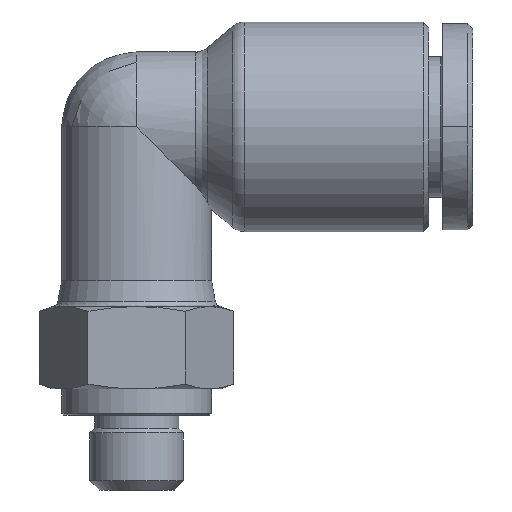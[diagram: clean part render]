
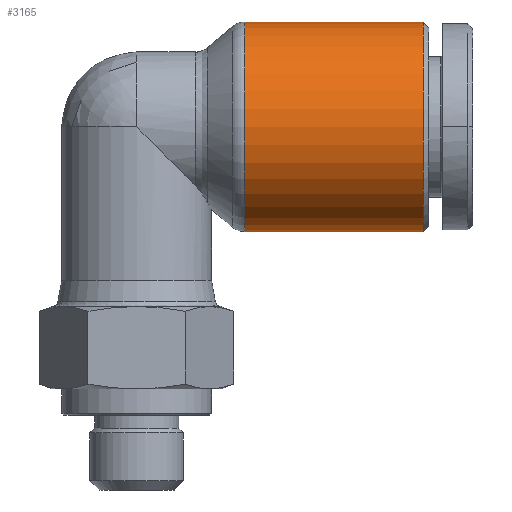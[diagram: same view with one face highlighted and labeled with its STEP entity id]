
A CAD part, front view. The second image highlights one B-rep face of the part: STEP entity #3165.
In plain terms, the highlighted cylindrical face has radius 5.6 mm (diameter 11.2 mm), a partial arc.
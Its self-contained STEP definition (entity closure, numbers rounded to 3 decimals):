
#249 = LINE ( 'NONE', #2528, #7582 ) ;
#451 = CARTESIAN_POINT ( 'NONE',  ( 4.2, 0., 0. ) ) ;
#2115 = DIRECTION ( 'NONE',  ( 0., 0., 1. ) ) ;
#2297 = FACE_OUTER_BOUND ( 'NONE', #7480, .T. ) ;
#2365 = CARTESIAN_POINT ( 'NONE',  ( 9.8, 0., 5.6 ) ) ;
#2528 = CARTESIAN_POINT ( 'NONE',  ( 9.8, 0., -5.6 ) ) ;
#2578 = VECTOR ( 'NONE', #7975, 1000. ) ;
#2671 = CARTESIAN_POINT ( 'NONE',  ( 9.8, 0., 5.6 ) ) ;
#3165 = ADVANCED_FACE ( 'NONE', ( #2297 ), #4194, .T. ) ;
#3209 = DIRECTION ( 'NONE',  ( -1., 0., 0. ) ) ;
#3216 = AXIS2_PLACEMENT_3D ( 'NONE', #7289, #4123, #3391 ) ;
#3391 = DIRECTION ( 'NONE',  ( 0., 0., -1. ) ) ;
#3950 = VERTEX_POINT ( 'NONE', #2365 ) ;
#4009 = AXIS2_PLACEMENT_3D ( 'NONE', #4861, #7824, #8655 ) ;
#4123 = DIRECTION ( 'NONE',  ( -1., 0., 0. ) ) ;
#4194 = CYLINDRICAL_SURFACE ( 'NONE', #7380, 5.6 ) ;
#4433 = ORIENTED_EDGE ( 'NONE', *, *, #5888, .F. ) ;
#4861 = CARTESIAN_POINT ( 'NONE',  ( 9.8, 0., 0. ) ) ;
#5888 = EDGE_CURVE ( 'NONE', #7014, #7703, #8657, .T. ) ;
#6578 = EDGE_CURVE ( 'NONE', #8192, #7014, #249, .T. ) ;
#6755 = EDGE_CURVE ( 'NONE', #3950, #8192, #8216, .T. ) ;
#6831 = ORIENTED_EDGE ( 'NONE', *, *, #6578, .F. ) ;
#6889 = CARTESIAN_POINT ( 'NONE',  ( 0.265, 0., -5.6 ) ) ;
#7014 = VERTEX_POINT ( 'NONE', #6889 ) ;
#7289 = CARTESIAN_POINT ( 'NONE',  ( 0.265, 0., 0. ) ) ;
#7380 = AXIS2_PLACEMENT_3D ( 'NONE', #451, #9508, #2115 ) ;
#7480 = EDGE_LOOP ( 'NONE', ( #8653, #4433, #6831, #8128 ) ) ;
#7582 = VECTOR ( 'NONE', #3209, 1000. ) ;
#7703 = VERTEX_POINT ( 'NONE', #8095 ) ;
#7824 = DIRECTION ( 'NONE',  ( 1., 0., 0. ) ) ;
#7975 = DIRECTION ( 'NONE',  ( -1., 0., 0. ) ) ;
#8095 = CARTESIAN_POINT ( 'NONE',  ( 0.265, 0., 5.6 ) ) ;
#8128 = ORIENTED_EDGE ( 'NONE', *, *, #6755, .F. ) ;
#8192 = VERTEX_POINT ( 'NONE', #9048 ) ;
#8216 = CIRCLE ( 'NONE', #4009, 5.6 ) ;
#8653 = ORIENTED_EDGE ( 'NONE', *, *, #8799, .T. ) ;
#8655 = DIRECTION ( 'NONE',  ( 0., 0., -1. ) ) ;
#8657 = CIRCLE ( 'NONE', #3216, 5.6 ) ;
#8799 = EDGE_CURVE ( 'NONE', #3950, #7703, #9449, .T. ) ;
#9048 = CARTESIAN_POINT ( 'NONE',  ( 9.8, 0., -5.6 ) ) ;
#9449 = LINE ( 'NONE', #2671, #2578 ) ;
#9508 = DIRECTION ( 'NONE',  ( 1., 0., 0. ) ) ;
